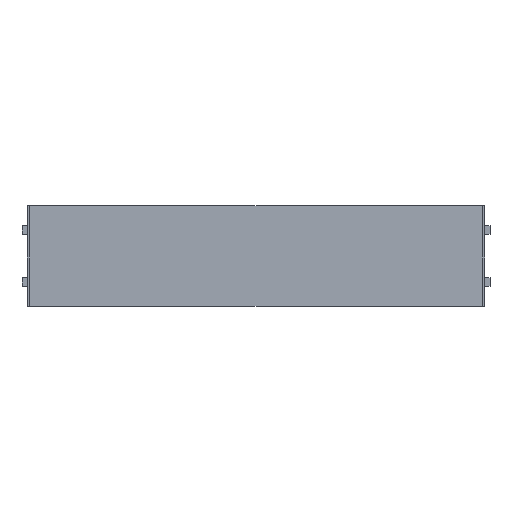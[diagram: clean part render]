
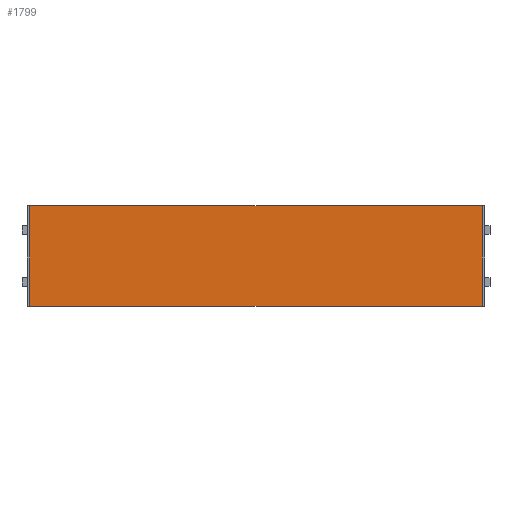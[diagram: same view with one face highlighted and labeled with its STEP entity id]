
A CAD part, top view. The second image highlights one B-rep face of the part: STEP entity #1799.
In plain terms, the highlighted planar face has unit normal (0, 0, 1).
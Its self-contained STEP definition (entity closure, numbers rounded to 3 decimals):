
#208 = VERTEX_POINT ( 'NONE', #4620 ) ;
#277 = CARTESIAN_POINT ( 'NONE',  ( 130.5, -58., 3. ) ) ;
#390 = CARTESIAN_POINT ( 'NONE',  ( 130.5, 0., 3. ) ) ;
#630 = VERTEX_POINT ( 'NONE', #3222 ) ;
#721 = DIRECTION ( 'NONE',  ( 0., 1., 0. ) ) ;
#861 = AXIS2_PLACEMENT_3D ( 'NONE', #2574, #2180, #721 ) ;
#909 = CARTESIAN_POINT ( 'NONE',  ( -130.5, 0., 3. ) ) ;
#1085 = CARTESIAN_POINT ( 'NONE',  ( 130.5, 0., 3. ) ) ;
#1090 = EDGE_CURVE ( 'NONE', #208, #630, #2296, .T. ) ;
#1297 = ORIENTED_EDGE ( 'NONE', *, *, #3662, .T. ) ;
#1799 = ADVANCED_FACE ( 'NONE', ( #4059 ), #4450, .F. ) ;
#1813 = EDGE_CURVE ( 'NONE', #630, #3853, #4126, .T. ) ;
#2028 = VECTOR ( 'NONE', #3332, 1000. ) ;
#2092 = DIRECTION ( 'NONE',  ( 0., -1., 0. ) ) ;
#2180 = DIRECTION ( 'NONE',  ( 0., 0., -1. ) ) ;
#2184 = VECTOR ( 'NONE', #4027, 1000. ) ;
#2258 = CARTESIAN_POINT ( 'NONE',  ( -130.5, -58., 3. ) ) ;
#2296 = LINE ( 'NONE', #390, #2028 ) ;
#2574 = CARTESIAN_POINT ( 'NONE',  ( 130.5, 0., 3. ) ) ;
#2575 = EDGE_CURVE ( 'NONE', #208, #3974, #4834, .T. ) ;
#2620 = DIRECTION ( 'NONE',  ( -1., 0., 0. ) ) ;
#2883 = ORIENTED_EDGE ( 'NONE', *, *, #1813, .F. ) ;
#3163 = LINE ( 'NONE', #909, #3942 ) ;
#3222 = CARTESIAN_POINT ( 'NONE',  ( 130.5, -58., 3. ) ) ;
#3332 = DIRECTION ( 'NONE',  ( 0., -1., 0. ) ) ;
#3380 = ORIENTED_EDGE ( 'NONE', *, *, #2575, .T. ) ;
#3615 = VECTOR ( 'NONE', #2620, 1000. ) ;
#3662 = EDGE_CURVE ( 'NONE', #3974, #3853, #3163, .T. ) ;
#3696 = ORIENTED_EDGE ( 'NONE', *, *, #1090, .F. ) ;
#3757 = EDGE_LOOP ( 'NONE', ( #1297, #2883, #3696, #3380 ) ) ;
#3853 = VERTEX_POINT ( 'NONE', #2258 ) ;
#3942 = VECTOR ( 'NONE', #2092, 1000. ) ;
#3974 = VERTEX_POINT ( 'NONE', #4258 ) ;
#4027 = DIRECTION ( 'NONE',  ( -1., 0., 0. ) ) ;
#4059 = FACE_OUTER_BOUND ( 'NONE', #3757, .T. ) ;
#4126 = LINE ( 'NONE', #277, #3615 ) ;
#4258 = CARTESIAN_POINT ( 'NONE',  ( -130.5, 0., 3. ) ) ;
#4450 = PLANE ( 'NONE',  #861 ) ;
#4620 = CARTESIAN_POINT ( 'NONE',  ( 130.5, 0., 3. ) ) ;
#4834 = LINE ( 'NONE', #1085, #2184 ) ;
